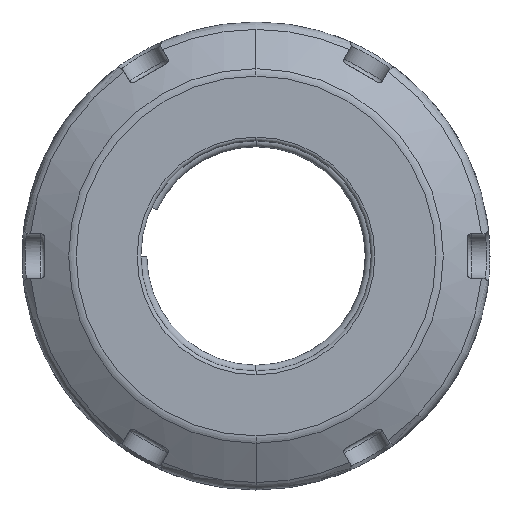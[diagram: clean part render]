
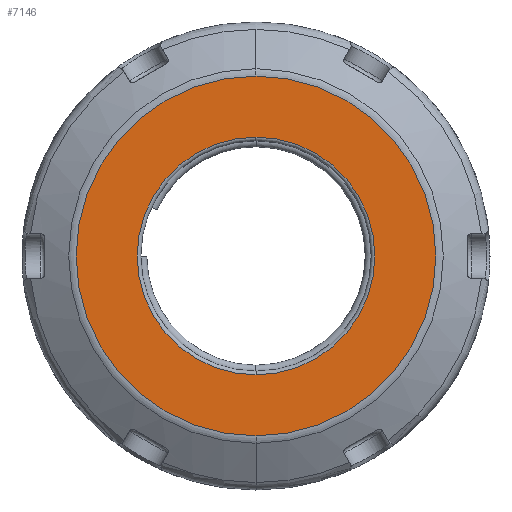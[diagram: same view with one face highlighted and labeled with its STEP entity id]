
A CAD part, left-side view. The second image highlights one B-rep face of the part: STEP entity #7146.
In plain terms, the highlighted planar face has unit normal (-1, 0, 0).
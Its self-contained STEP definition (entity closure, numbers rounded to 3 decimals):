
#2899 = AXIS2_PLACEMENT_3D ( 'NONE', #6731, #6739, #6741 ) ;
#2909 = AXIS2_PLACEMENT_3D ( 'NONE', #6286, #6290, #6292 ) ;
#3031 = AXIS2_PLACEMENT_3D ( 'NONE', #5306, #5329, #5345 ) ;
#3223 = EDGE_CURVE ( 'NONE', #9074, #9066, #9009, .T. ) ;
#3241 = EDGE_CURVE ( 'NONE', #8930, #9014, #9043, .T. ) ;
#3386 = EDGE_CURVE ( 'NONE', #9014, #8930, #7418, .T. ) ;
#3437 = EDGE_CURVE ( 'NONE', #9066, #9074, #7571, .T. ) ;
#3488 = AXIS2_PLACEMENT_3D ( 'NONE', #3722, #3742, #3723 ) ;
#3541 = AXIS2_PLACEMENT_3D ( 'NONE', #4063, #4070, #4051 ) ;
#3722 = CARTESIAN_POINT ( 'NONE',  ( 0., 0., 0. ) ) ;
#3723 = DIRECTION ( 'NONE',  ( 0., 0., -1. ) ) ;
#3742 = DIRECTION ( 'NONE',  ( 1., 0., 0. ) ) ;
#4051 = DIRECTION ( 'NONE',  ( 0., 0., -1. ) ) ;
#4063 = CARTESIAN_POINT ( 'NONE',  ( 0., 0., 0. ) ) ;
#4070 = DIRECTION ( 'NONE',  ( -1., 0., 0. ) ) ;
#5306 = CARTESIAN_POINT ( 'NONE',  ( 0., 15.5, 0. ) ) ;
#5313 = PLANE ( 'NONE',  #3031 ) ;
#5329 = DIRECTION ( 'NONE',  ( 1., 0., 0. ) ) ;
#5345 = DIRECTION ( 'NONE',  ( 0., 0., -1. ) ) ;
#5581 = CARTESIAN_POINT ( 'NONE',  ( 0., 0., -24.214 ) ) ;
#5642 = CARTESIAN_POINT ( 'NONE',  ( 0., 0., -16. ) ) ;
#5644 = CARTESIAN_POINT ( 'NONE',  ( 0., 0., 16. ) ) ;
#5664 = CARTESIAN_POINT ( 'NONE',  ( 0., 0., 24.214 ) ) ;
#6286 = CARTESIAN_POINT ( 'NONE',  ( 0., 0., 0. ) ) ;
#6290 = DIRECTION ( 'NONE',  ( 1., 0., 0. ) ) ;
#6292 = DIRECTION ( 'NONE',  ( 0., 0., -1. ) ) ;
#6731 = CARTESIAN_POINT ( 'NONE',  ( 0., 0., 0. ) ) ;
#6739 = DIRECTION ( 'NONE',  ( -1., 0., 0. ) ) ;
#6741 = DIRECTION ( 'NONE',  ( 0., 0., -1. ) ) ;
#7146 = ADVANCED_FACE ( 'NONE', ( #8170, #8199 ), #5313, .F. ) ;
#7418 = CIRCLE ( 'NONE', #2899, 24.214 ) ;
#7571 = CIRCLE ( 'NONE', #2909, 16. ) ;
#7915 = ORIENTED_EDGE ( 'NONE', *, *, #3386, .T. ) ;
#7954 = ORIENTED_EDGE ( 'NONE', *, *, #3223, .T. ) ;
#7980 = ORIENTED_EDGE ( 'NONE', *, *, #3241, .T. ) ;
#8053 = ORIENTED_EDGE ( 'NONE', *, *, #3437, .T. ) ;
#8170 = FACE_OUTER_BOUND ( 'NONE', #8736, .T. ) ;
#8199 = FACE_BOUND ( 'NONE', #8765, .T. ) ;
#8736 = EDGE_LOOP ( 'NONE', ( #7980, #7915 ) ) ;
#8765 = EDGE_LOOP ( 'NONE', ( #8053, #7954 ) ) ;
#8930 = VERTEX_POINT ( 'NONE', #5581 ) ;
#9009 = CIRCLE ( 'NONE', #3488, 16. ) ;
#9014 = VERTEX_POINT ( 'NONE', #5664 ) ;
#9043 = CIRCLE ( 'NONE', #3541, 24.214 ) ;
#9066 = VERTEX_POINT ( 'NONE', #5642 ) ;
#9074 = VERTEX_POINT ( 'NONE', #5644 ) ;
